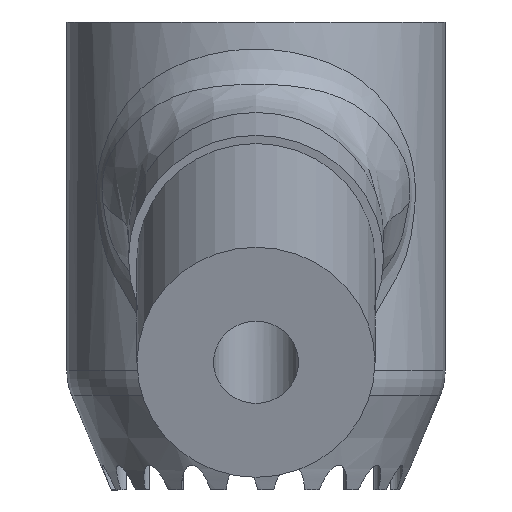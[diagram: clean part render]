
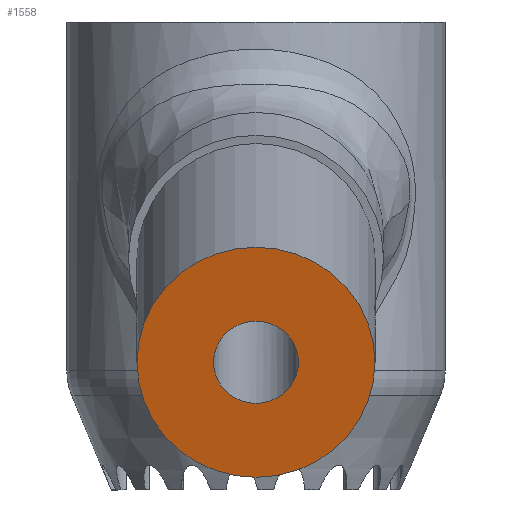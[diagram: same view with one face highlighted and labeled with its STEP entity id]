
A CAD part, top view. The second image highlights one B-rep face of the part: STEP entity #1558.
In plain terms, the highlighted planar face has unit normal (0, -0.259, 0.966).
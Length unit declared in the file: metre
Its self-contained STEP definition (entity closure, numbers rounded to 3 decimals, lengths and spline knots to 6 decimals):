
#40=PLANE('',#1737);
#722=ORIENTED_EDGE('',*,*,#835,.T.);
#723=ORIENTED_EDGE('',*,*,#851,.T.);
#835=EDGE_CURVE('',#1064,#1064,#1153,.T.);
#851=EDGE_CURVE('',#1083,#1083,#1167,.T.);
#1064=VERTEX_POINT('',#3084);
#1083=VERTEX_POINT('',#3152);
#1153=CIRCLE('',#1615,0.01);
#1167=CIRCLE('',#1642,0.028);
#1331=EDGE_LOOP('',(#722));
#1332=EDGE_LOOP('',(#723));
#1452=FACE_BOUND('',#1331,.T.);
#1453=FACE_BOUND('',#1332,.T.);
#1558=ADVANCED_FACE('',(#1452,#1453),#40,.F.);
#1615=AXIS2_PLACEMENT_3D('',#3083,#1853,#1854);
#1642=AXIS2_PLACEMENT_3D('',#3151,#1907,#1908);
#1737=AXIS2_PLACEMENT_3D('',#5570,#2109,#2110);
#1853=DIRECTION('',(0.,0.259,-0.966));
#1854=DIRECTION('',(0.,0.966,0.259));
#1907=DIRECTION('',(0.,-0.259,0.966));
#1908=DIRECTION('',(0.,-0.966,-0.259));
#2109=DIRECTION('',(0.,0.259,-0.966));
#2110=DIRECTION('',(0.,-0.966,-0.259));
#3083=CARTESIAN_POINT('',(0.,-0.140254,0.168892));
#3084=CARTESIAN_POINT('',(0.,-0.130595,0.17148));
#3151=CARTESIAN_POINT('',(0.,-0.140254,0.168892));
#3152=CARTESIAN_POINT('',(0.,-0.1673,0.161645));
#5570=CARTESIAN_POINT('',(0.,-0.140254,0.168892));
